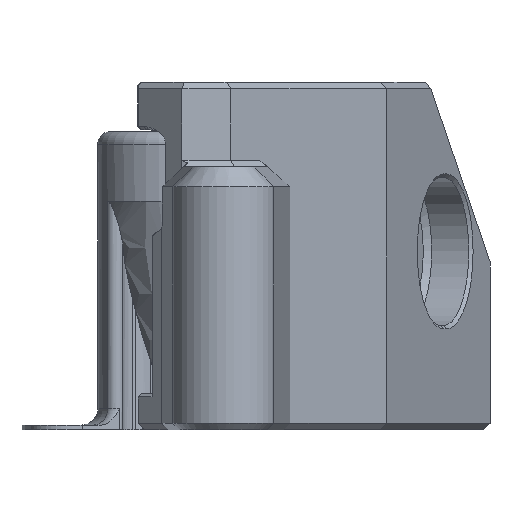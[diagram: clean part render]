
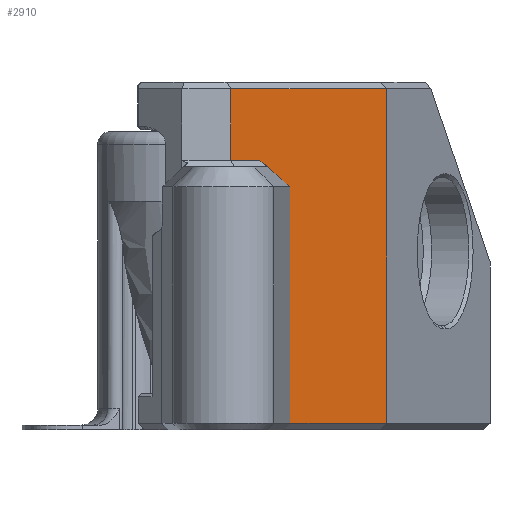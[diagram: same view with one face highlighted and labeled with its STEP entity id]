
A CAD part, front view. The second image highlights one B-rep face of the part: STEP entity #2910.
In plain terms, the highlighted planar face has unit normal (0.782, -0.623, 0).
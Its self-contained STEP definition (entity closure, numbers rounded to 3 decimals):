
#191=LINE('',#4373,#466);
#199=LINE('',#4391,#474);
#222=LINE('',#4463,#497);
#223=LINE('',#4465,#498);
#224=LINE('',#4468,#499);
#225=LINE('',#4470,#500);
#226=LINE('',#4471,#501);
#466=VECTOR('',#3518,1000.);
#474=VECTOR('',#3534,1000.);
#497=VECTOR('',#3577,1000.);
#498=VECTOR('',#3580,1000.);
#499=VECTOR('',#3581,1000.);
#500=VECTOR('',#3582,1000.);
#501=VECTOR('',#3583,1000.);
#707=PLANE('',#3140);
#971=ORIENTED_EDGE('',*,*,#1795,.F.);
#972=ORIENTED_EDGE('',*,*,#1796,.T.);
#973=ORIENTED_EDGE('',*,*,#1797,.F.);
#974=ORIENTED_EDGE('',*,*,#1794,.T.);
#975=ORIENTED_EDGE('',*,*,#1766,.F.);
#976=ORIENTED_EDGE('',*,*,#1757,.T.);
#977=ORIENTED_EDGE('',*,*,#1798,.T.);
#1757=EDGE_CURVE('',#2178,#2179,#191,.T.);
#1766=EDGE_CURVE('',#2178,#2183,#199,.T.);
#1794=EDGE_CURVE('',#2202,#2183,#222,.T.);
#1795=EDGE_CURVE('',#2203,#2204,#223,.T.);
#1796=EDGE_CURVE('',#2203,#2205,#224,.T.);
#1797=EDGE_CURVE('',#2202,#2205,#225,.T.);
#1798=EDGE_CURVE('',#2179,#2204,#226,.T.);
#2178=VERTEX_POINT('',#4374);
#2179=VERTEX_POINT('',#4375);
#2183=VERTEX_POINT('',#4388);
#2202=VERTEX_POINT('',#4462);
#2203=VERTEX_POINT('',#4466);
#2204=VERTEX_POINT('',#4467);
#2205=VERTEX_POINT('',#4469);
#2515=EDGE_LOOP('',(#971,#972,#973,#974,#975,#976,#977));
#2702=FACE_BOUND('',#2515,.T.);
#2910=ADVANCED_FACE('',(#2702),#707,.F.);
#3140=AXIS2_PLACEMENT_3D('',#4464,#3578,#3579);
#3518=DIRECTION('',(0.546,0.686,-0.481));
#3534=DIRECTION('',(-0.623,-0.782,0.));
#3577=DIRECTION('',(0.,0.,-1.));
#3578=DIRECTION('',(-0.782,0.623,0.));
#3579=DIRECTION('',(0.623,0.782,0.));
#3580=DIRECTION('',(-0.623,-0.782,0.));
#3581=DIRECTION('',(0.,0.,1.));
#3582=DIRECTION('',(0.623,0.782,0.));
#3583=DIRECTION('',(0.,0.,-1.));
#4373=CARTESIAN_POINT('',(-4.155,-11.916,17.761));
#4374=CARTESIAN_POINT('',(-2.554,-9.905,16.35));
#4375=CARTESIAN_POINT('',(-0.738,-7.626,14.75));
#4388=CARTESIAN_POINT('',(-4.33,-12.135,16.35));
#4391=CARTESIAN_POINT('',(-5.952,-14.171,16.35));
#4462=CARTESIAN_POINT('',(-4.33,-12.135,20.7));
#4463=CARTESIAN_POINT('',(-4.33,-12.135,21.1));
#4464=CARTESIAN_POINT('',(-4.33,-12.135,21.1));
#4465=CARTESIAN_POINT('',(-15.228,-25.818,0.4));
#4466=CARTESIAN_POINT('',(5.128,-0.261,0.4));
#4467=CARTESIAN_POINT('',(-0.738,-7.626,0.4));
#4468=CARTESIAN_POINT('',(5.128,-0.261,20.2));
#4469=CARTESIAN_POINT('',(5.128,-0.261,20.7));
#4470=CARTESIAN_POINT('',(-16.409,-27.301,20.7));
#4471=CARTESIAN_POINT('',(-0.738,-7.626,0.2));
